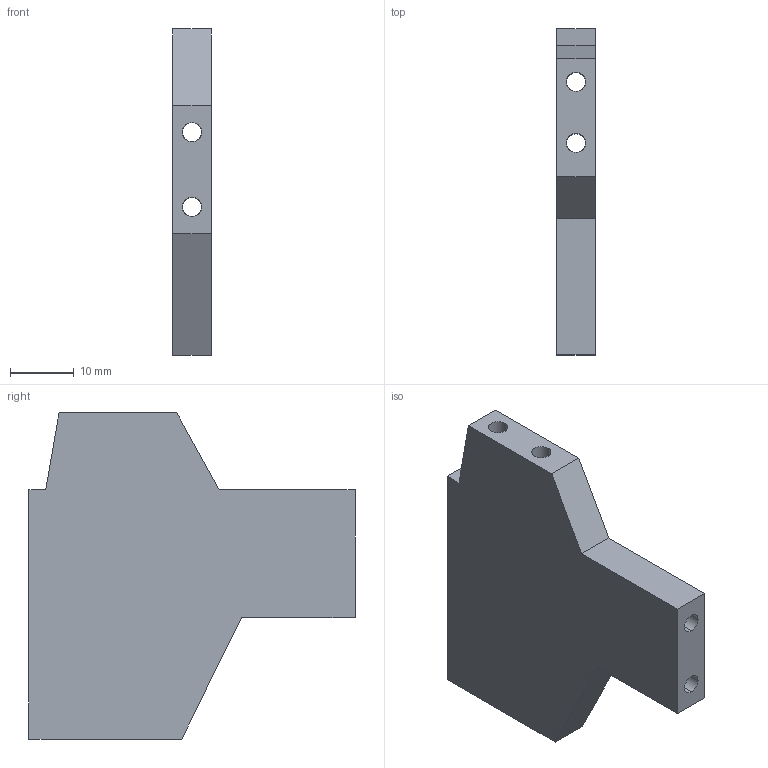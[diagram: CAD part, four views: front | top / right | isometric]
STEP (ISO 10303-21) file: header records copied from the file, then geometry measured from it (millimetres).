
FILE_DESCRIPTION (( 'STEP AP214' ), '1' );
FILE_NAME ('80855637251054732728.STEP', '2026-01-24T02:22:32', ( '' ), ( '' ), 'SwSTEP 2.0', 'SolidWorks 2025', '' );
FILE_SCHEMA (( 'AUTOMOTIVE_DESIGN' ));
Length unit declared in the file: millimetre
Products named in the file (1): 80855637251054732728
Bounding box: 6 x 51 x 51 mm (x, y, z)
Volume: 9647.6 mm3; surface area: 6534.6 mm2
Topology: 1 solids, 1 shells, 36 faces, 102 edges, 60 vertices
Faces by surface type: cylinder 24, plane 12
Entity records: 1185 total; most frequent: CARTESIAN_POINT 295, ORIENTED_EDGE 204, DIRECTION 160, EDGE_CURVE 102, VERTEX_POINT 60, VECTOR 54, LINE 54, AXIS2_PLACEMENT_3D 53
